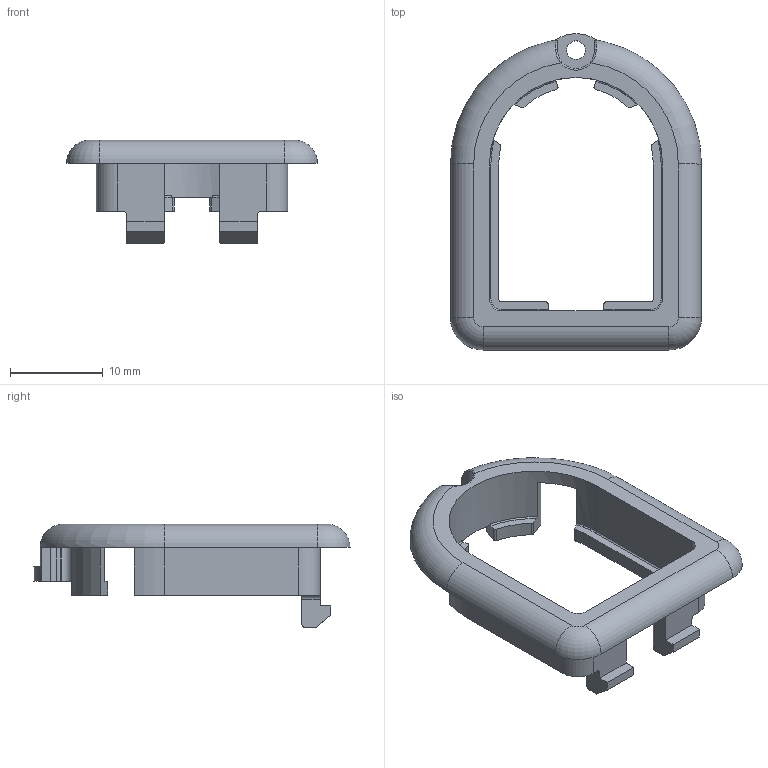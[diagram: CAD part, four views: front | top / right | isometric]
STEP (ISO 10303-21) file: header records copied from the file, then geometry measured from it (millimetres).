
FILE_DESCRIPTION (( 'STEP AP203' ), '1' );
FILE_NAME ('AcrylicClip3.STEP', '2019-11-07T21:16:23', ( '' ), ( '' ), 'SwSTEP 2.0', 'SolidWorks 2018', '' );
FILE_SCHEMA (( 'CONFIG_CONTROL_DESIGN' ));
Length unit declared in the file: millimetre
Products named in the file (1): AcrylicClip3
Bounding box: 27 x 33.99 x 11.15 mm (x, y, z)
Volume: 1171.3 mm3; surface area: 2187.9 mm2
Topology: 1 solids, 1 shells, 148 faces, 407 edges, 260 vertices
Faces by surface type: cylinder 62, plane 49, torus 29, cone 4, bspline 4
Entity records: 5051 total; most frequent: CARTESIAN_POINT 1114, DIRECTION 854, ORIENTED_EDGE 814, EDGE_CURVE 407, AXIS2_PLACEMENT_3D 330, VERTEX_POINT 260, LINE 194, VECTOR 194
